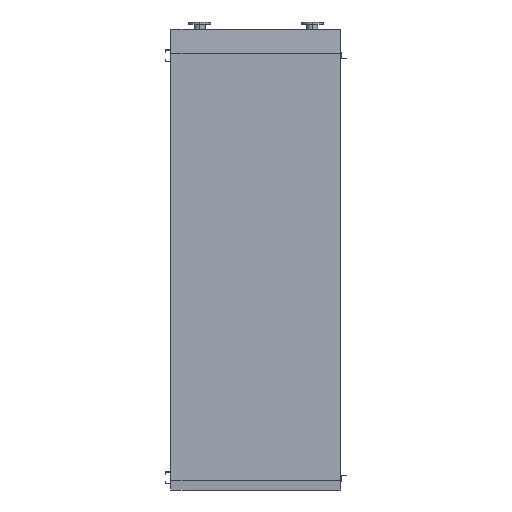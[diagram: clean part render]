
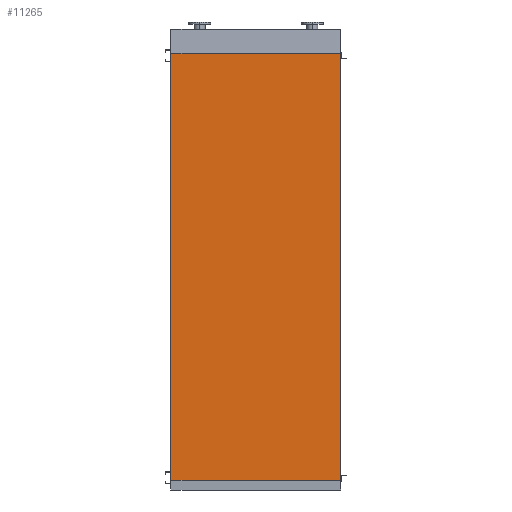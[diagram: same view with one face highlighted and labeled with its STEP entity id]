
A CAD part, front view. The second image highlights one B-rep face of the part: STEP entity #11265.
In plain terms, the highlighted planar face has unit normal (0, -1, 0).
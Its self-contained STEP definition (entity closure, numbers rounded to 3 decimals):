
#47 = CARTESIAN_POINT ( 'NONE',  ( -845., 0., 0. ) ) ;
#150 = DIRECTION ( 'NONE',  ( 1., 0., 0. ) ) ;
#158 = ORIENTED_EDGE ( 'NONE', *, *, #11304, .T. ) ;
#254 = ORIENTED_EDGE ( 'NONE', *, *, #9019, .F. ) ;
#994 = CARTESIAN_POINT ( 'NONE',  ( -845., 0., -4250. ) ) ;
#1140 = VECTOR ( 'NONE', #6394, 1000. ) ;
#1959 = EDGE_CURVE ( 'NONE', #3240, #10729, #11564, .T. ) ;
#2678 = DIRECTION ( 'NONE',  ( 1., 0., 0. ) ) ;
#2828 = LINE ( 'NONE', #11049, #1140 ) ;
#3154 = EDGE_CURVE ( 'NONE', #11547, #3806, #2828, .T. ) ;
#3240 = VERTEX_POINT ( 'NONE', #6970 ) ;
#3747 = ORIENTED_EDGE ( 'NONE', *, *, #1959, .T. ) ;
#3792 = LINE ( 'NONE', #994, #7702 ) ;
#3806 = VERTEX_POINT ( 'NONE', #6414 ) ;
#3966 = CARTESIAN_POINT ( 'NONE',  ( 845., 0., 0. ) ) ;
#5561 = PLANE ( 'NONE',  #8663 ) ;
#6394 = DIRECTION ( 'NONE',  ( 0., 0., 1. ) ) ;
#6414 = CARTESIAN_POINT ( 'NONE',  ( -845., 0., 0. ) ) ;
#6929 = VECTOR ( 'NONE', #2678, 1000. ) ;
#6970 = CARTESIAN_POINT ( 'NONE',  ( 845., 0., -4250. ) ) ;
#7702 = VECTOR ( 'NONE', #150, 1000. ) ;
#8172 = EDGE_LOOP ( 'NONE', ( #254, #8707, #158, #3747 ) ) ;
#8292 = CARTESIAN_POINT ( 'NONE',  ( -845., 0., -4250. ) ) ;
#8375 = FACE_OUTER_BOUND ( 'NONE', #8172, .T. ) ;
#8663 = AXIS2_PLACEMENT_3D ( 'NONE', #10046, #10944, #9336 ) ;
#8707 = ORIENTED_EDGE ( 'NONE', *, *, #3154, .F. ) ;
#8722 = VECTOR ( 'NONE', #11748, 1000. ) ;
#8826 = CARTESIAN_POINT ( 'NONE',  ( 845., 0., -4250. ) ) ;
#9019 = EDGE_CURVE ( 'NONE', #3806, #10729, #10781, .T. ) ;
#9336 = DIRECTION ( 'NONE',  ( 0., 0., -1. ) ) ;
#10046 = CARTESIAN_POINT ( 'NONE',  ( -845., 0., -4250. ) ) ;
#10729 = VERTEX_POINT ( 'NONE', #3966 ) ;
#10781 = LINE ( 'NONE', #47, #6929 ) ;
#10944 = DIRECTION ( 'NONE',  ( 0., -1., 0. ) ) ;
#11049 = CARTESIAN_POINT ( 'NONE',  ( -845., 0., -4250. ) ) ;
#11265 = ADVANCED_FACE ( 'NONE', ( #8375 ), #5561, .T. ) ;
#11304 = EDGE_CURVE ( 'NONE', #11547, #3240, #3792, .T. ) ;
#11547 = VERTEX_POINT ( 'NONE', #8292 ) ;
#11564 = LINE ( 'NONE', #8826, #8722 ) ;
#11748 = DIRECTION ( 'NONE',  ( 0., 0., 1. ) ) ;
